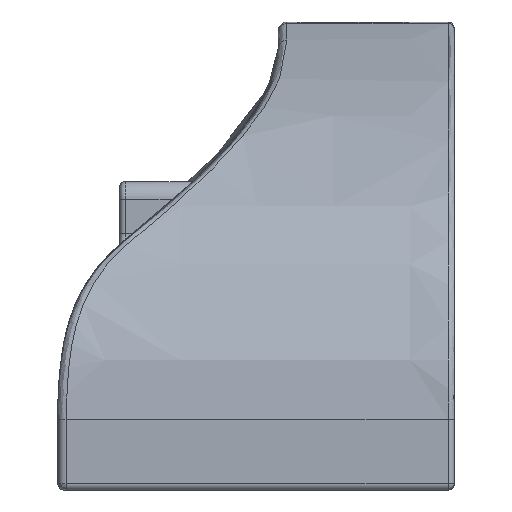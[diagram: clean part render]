
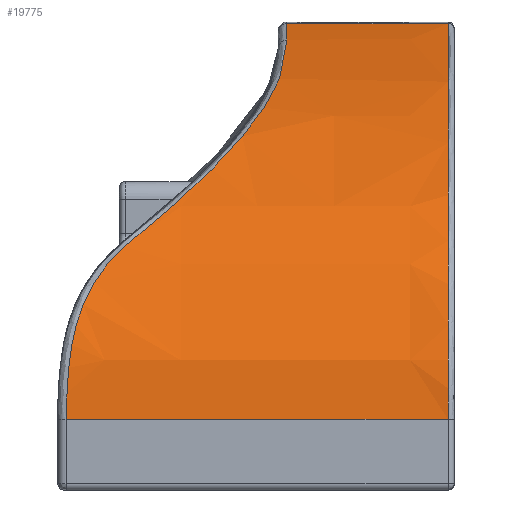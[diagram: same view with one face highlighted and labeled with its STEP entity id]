
A CAD part, left-side view. The second image highlights one B-rep face of the part: STEP entity #19775.
In plain terms, the highlighted face is a extrusion surface.
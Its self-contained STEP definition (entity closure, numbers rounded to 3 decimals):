
#3986=CARTESIAN_POINT('',(-19.647,0.7,12.326));
#3987=CARTESIAN_POINT('',(-21.767,0.7,11.751));
#3988=CARTESIAN_POINT('',(-28.45,0.7,9.828));
#3989=CARTESIAN_POINT('',(-38.023,0.7,6.484));
#3990=CARTESIAN_POINT('',(-47.949,0.7,1.975));
#3991=CARTESIAN_POINT('',(-56.025,0.7,-2.741));
#3992=CARTESIAN_POINT('',(-63.062,0.7,-8.254));
#3993=CARTESIAN_POINT('',(-69.432,0.7,-15.492));
#3994=CARTESIAN_POINT('',(-73.211,0.7,-23.505));
#3995=CARTESIAN_POINT('',(-74.,0.7,-30.175));
#3996=CARTESIAN_POINT('',(-74.,0.7,-32.6));
#3998=CARTESIAN_POINT('',(-26.121,19.,10.456));
#3999=CARTESIAN_POINT('',(-26.969,19.,10.195));
#4000=CARTESIAN_POINT('',(-28.652,19.017,9.664));
#4001=CARTESIAN_POINT('',(-31.105,19.098,8.85));
#4002=CARTESIAN_POINT('',(-33.572,19.247,7.986));
#4003=CARTESIAN_POINT('',(-35.921,19.464,7.117));
#4004=CARTESIAN_POINT('',(-38.128,19.746,6.258));
#4005=CARTESIAN_POINT('',(-40.254,20.099,5.387));
#4006=CARTESIAN_POINT('',(-42.32,20.532,4.495));
#4007=CARTESIAN_POINT('',(-44.229,21.022,3.626));
#4008=CARTESIAN_POINT('',(-45.933,21.539,2.812));
#4009=CARTESIAN_POINT('',(-47.449,22.065,2.054));
#4010=CARTESIAN_POINT('',(-48.968,22.655,1.262));
#4011=CARTESIAN_POINT('',(-50.554,23.343,
0.395));
#4012=CARTESIAN_POINT('',(-52.062,24.061,
-0.474));
#4013=CARTESIAN_POINT('',(-53.471,24.791,
-1.326));
#4014=CARTESIAN_POINT('',(-54.831,25.559,
-2.188));
#4015=CARTESIAN_POINT('',(-56.277,26.451,
-3.153));
#4016=CARTESIAN_POINT('',(-57.843,27.524,
-4.263));
#4017=CARTESIAN_POINT('',(-59.476,28.783,
-5.503));
#4018=CARTESIAN_POINT('',(-61.185,30.285,
-6.905));
#4019=CARTESIAN_POINT('',(-62.991,32.133,
-8.529));
#4020=CARTESIAN_POINT('',(-64.699,34.216,
-10.241));
#4021=CARTESIAN_POINT('',(-66.148,36.173,
-11.859));
#4022=CARTESIAN_POINT('',(-67.384,37.875,
-13.393));
#4023=CARTESIAN_POINT('',(-68.45,39.287,
-14.86));
#4024=CARTESIAN_POINT('',(-69.481,40.523,
-16.435));
#4025=CARTESIAN_POINT('',(-70.537,41.596,
-18.283));
#4026=CARTESIAN_POINT('',(-71.482,42.417,
-20.25));
#4027=CARTESIAN_POINT('',(-72.236,42.987,
-22.158));
#4028=CARTESIAN_POINT('',(-72.805,43.367,
-23.93));
#4029=CARTESIAN_POINT('',(-73.225,43.619,
-25.559));
#4030=CARTESIAN_POINT('',(-73.53,43.784,
-27.069));
#4031=CARTESIAN_POINT('',(-73.739,43.887,
-28.431));
#4032=CARTESIAN_POINT('',(-73.88,43.951,
-29.708));
#4033=CARTESIAN_POINT('',(-73.974,43.99,
-31.046));
#4034=CARTESIAN_POINT('',(-74.,44.,
-32.064));
#4035=CARTESIAN_POINT('',(-74.,44.,-32.6));
#4037=CARTESIAN_POINT('',(-19.647,19.,12.326));
#4038=CARTESIAN_POINT('',(-21.767,19.,11.751));
#4039=CARTESIAN_POINT('',(-23.927,19.,11.129));
#4040=CARTESIAN_POINT('',(-26.049,19.,10.478));
#4041=CARTESIAN_POINT('',(-26.121,19.,10.456));
#4043=DIRECTION('',(0.,-1.,0.));
#4044=VECTOR('',#4043,18.3);
#4045=CARTESIAN_POINT('',(-19.647,19.,12.326));
#4046=LINE('',#4045,#4044);
#11565=DIRECTION('',(0.,-1.,0.));
#11566=VECTOR('',#11565,43.3);
#11567=CARTESIAN_POINT('',(-74.,44.,-32.6));
#11568=LINE('',#11567,#11566);
#12964=VERTEX_POINT('',#3998);
#12965=VERTEX_POINT('',#4035);
#12968=VERTEX_POINT('',#4037);
#14190=CARTESIAN_POINT('',(-74.,0.7,-32.6));
#14191=VERTEX_POINT('',#14190);
#14193=VERTEX_POINT('',#3986);
#19747=CARTESIAN_POINT('',(-73.991,0.,-33.359));
#19748=CARTESIAN_POINT('',(-73.997,0.,-33.104));
#19749=CARTESIAN_POINT('',(-74.027,0.,-30.405));
#19750=CARTESIAN_POINT('',(-73.211,0.,-23.505));
#19751=CARTESIAN_POINT('',(-69.432,0.,-15.492));
#19752=CARTESIAN_POINT('',(-63.062,0.,-8.254));
#19753=CARTESIAN_POINT('',(-56.025,0.,-2.741));
#19754=CARTESIAN_POINT('',(-47.949,0.,1.975));
#19755=CARTESIAN_POINT('',(-38.023,0.,6.484));
#19756=CARTESIAN_POINT('',(-28.25,0.,9.898));
#19757=CARTESIAN_POINT('',(-21.314,0.,11.88));
#19758=CARTESIAN_POINT('',(-18.943,0.,12.515));
#19759=CARTESIAN_POINT('',(-18.914,0.,12.523));
#19761=DIRECTION('',(0.,1.,0.));
#19762=VECTOR('',#19761,1.);
#19763=SURFACE_OF_LINEAR_EXTRUSION('',#19760,#19762);
#19765=ORIENTED_EDGE('',*,*,#19764,.T.);
#19767=ORIENTED_EDGE('',*,*,#19766,.F.);
#19768=ORIENTED_EDGE('',*,*,#19737,.F.);
#19770=ORIENTED_EDGE('',*,*,#19769,.F.);
#19772=ORIENTED_EDGE('',*,*,#19771,.T.);
#19773=EDGE_LOOP('',(#19765,#19767,#19768,#19770,#19772));
#19774=FACE_OUTER_BOUND('',#19773,.F.);
#19775=ADVANCED_FACE('',(#19774),#19763,.T.);
#3997=B_SPLINE_CURVE_WITH_KNOTS('',3,(#3986,#3987,#3988,#3989,#3990,#3991,#3992,
#3993,#3994,#3995,#3996),.UNSPECIFIED.,.F.,.F.,(4,1,1,1,1,1,1,1,4),(0.,
0.076,0.244,0.37,0.496,
0.622,0.748,0.916,1.),.UNSPECIFIED.);
#4036=B_SPLINE_CURVE_WITH_KNOTS('',3,(#3998,#3999,#4000,#4001,#4002,#4003,#4004,
#4005,#4006,#4007,#4008,#4009,#4010,#4011,#4012,#4013,#4014,#4015,#4016,#4017,
#4018,#4019,#4020,#4021,#4022,#4023,#4024,#4025,#4026,#4027,#4028,#4029,#4030,
#4031,#4032,#4033,#4034,#4035),.UNSPECIFIED.,.F.,.F.,(4,1,1,1,1,1,1,1,1,1,1,1,1,
1,1,1,1,1,1,1,1,1,1,1,1,1,1,1,1,1,1,1,1,1,1,4),(0.,0.029,
0.057,0.086,0.114,0.143,
0.171,0.2,0.229,0.257,0.286,
0.314,0.343,0.371,0.4,0.429,
0.457,0.486,0.514,0.543,
0.571,0.6,0.629,0.657,0.686,
0.714,0.743,0.771,0.8,0.829,
0.857,0.886,0.914,0.943,
0.971,1.),.UNSPECIFIED.);
#4042=B_SPLINE_CURVE_WITH_KNOTS('',3,(#4037,#4038,#4039,#4040,#4041),
.UNSPECIFIED.,.F.,.F.,(4,1,4),(0.,0.966,1.),.UNSPECIFIED.);
#19737=EDGE_CURVE('',#12964,#12965,#4036,.T.);
#19760=B_SPLINE_CURVE_WITH_KNOTS('',3,(#19747,#19748,#19749,#19750,#19751,
#19752,#19753,#19754,#19755,#19756,#19757,#19758,#19759),.UNSPECIFIED.,.F.,.F.,(
4,1,1,1,1,1,1,1,1,1,4),(0.,0.009,0.091,
0.256,0.38,0.504,0.628,
0.751,0.916,0.999,1.),.UNSPECIFIED.);
#19764=EDGE_CURVE('',#14193,#14191,#3997,.T.);
#19766=EDGE_CURVE('',#12965,#14191,#11568,.T.);
#19769=EDGE_CURVE('',#12968,#12964,#4042,.T.);
#19771=EDGE_CURVE('',#12968,#14193,#4046,.T.);
